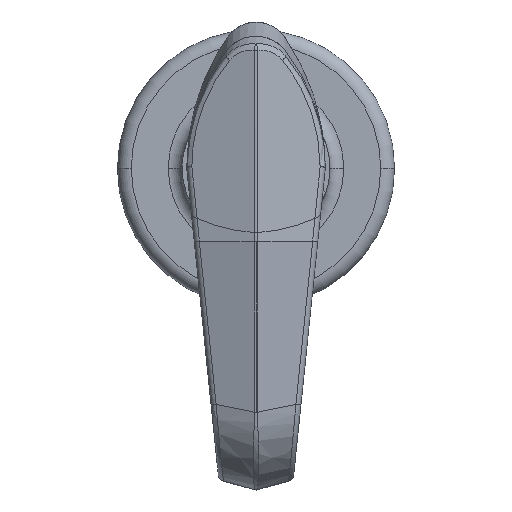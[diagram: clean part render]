
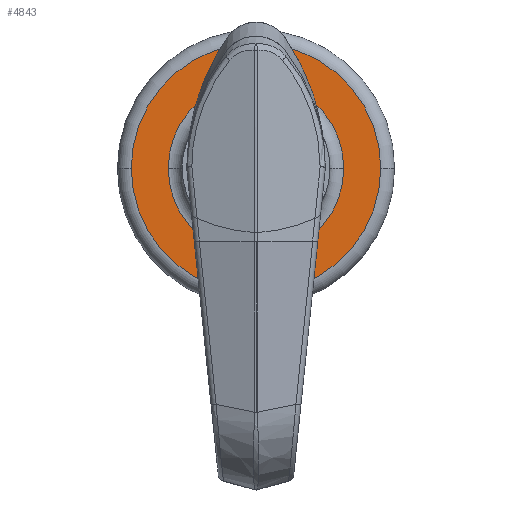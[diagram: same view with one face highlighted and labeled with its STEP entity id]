
A CAD part, top view. The second image highlights one B-rep face of the part: STEP entity #4843.
In plain terms, the highlighted planar face has unit normal (0, 0, 1).
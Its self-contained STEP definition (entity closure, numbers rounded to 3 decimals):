
#963 = VERTEX_POINT ( 'NONE', #4306 ) ;
#1266 = DIRECTION ( 'NONE',  ( -1., 0., 0. ) ) ;
#1413 = EDGE_CURVE ( 'NONE', #14993, #1927, #11543, .T. ) ;
#1927 = VERTEX_POINT ( 'NONE', #10292 ) ;
#1999 = DIRECTION ( 'NONE',  ( -1., 0., 0. ) ) ;
#2892 = EDGE_CURVE ( 'NONE', #963, #15142, #8550, .T. ) ;
#3088 = AXIS2_PLACEMENT_3D ( 'NONE', #7196, #11244, #9937 ) ;
#4306 = CARTESIAN_POINT ( 'NONE',  ( 27., 0., 0. ) ) ;
#4843 = ADVANCED_FACE ( 'NONE', ( #10881, #5542 ), #6025, .F. ) ;
#5021 = DIRECTION ( 'NONE',  ( 0., 0., 1. ) ) ;
#5295 = CIRCLE ( 'NONE', #12631, 19. ) ;
#5542 = FACE_OUTER_BOUND ( 'NONE', #12402, .T. ) ;
#6025 = PLANE ( 'NONE',  #3088 ) ;
#6477 = AXIS2_PLACEMENT_3D ( 'NONE', #17613, #9348, #1266 ) ;
#6502 = DIRECTION ( 'NONE',  ( -1., 0., 0. ) ) ;
#7196 = CARTESIAN_POINT ( 'NONE',  ( 0., 16., 0. ) ) ;
#8485 = CIRCLE ( 'NONE', #9639, 27. ) ;
#8550 = CIRCLE ( 'NONE', #6477, 27. ) ;
#9348 = DIRECTION ( 'NONE',  ( 0., 0., 1. ) ) ;
#9547 = ORIENTED_EDGE ( 'NONE', *, *, #11926, .T. ) ;
#9639 = AXIS2_PLACEMENT_3D ( 'NONE', #17351, #5021, #15845 ) ;
#9937 = DIRECTION ( 'NONE',  ( -1., 0., 0. ) ) ;
#10292 = CARTESIAN_POINT ( 'NONE',  ( 19., 0., 0. ) ) ;
#10881 = FACE_BOUND ( 'NONE', #14768, .T. ) ;
#11033 = DIRECTION ( 'NONE',  ( 0., 0., -1. ) ) ;
#11244 = DIRECTION ( 'NONE',  ( 0., 0., -1. ) ) ;
#11543 = CIRCLE ( 'NONE', #12377, 19. ) ;
#11926 = EDGE_CURVE ( 'NONE', #15142, #963, #8485, .T. ) ;
#12377 = AXIS2_PLACEMENT_3D ( 'NONE', #16493, #11033, #1999 ) ;
#12402 = EDGE_LOOP ( 'NONE', ( #9547, #15732 ) ) ;
#12630 = CARTESIAN_POINT ( 'NONE',  ( -27., 0., 0. ) ) ;
#12631 = AXIS2_PLACEMENT_3D ( 'NONE', #17419, #13142, #6502 ) ;
#13117 = EDGE_CURVE ( 'NONE', #1927, #14993, #5295, .T. ) ;
#13142 = DIRECTION ( 'NONE',  ( 0., 0., -1. ) ) ;
#13397 = ORIENTED_EDGE ( 'NONE', *, *, #13117, .T. ) ;
#13417 = CARTESIAN_POINT ( 'NONE',  ( -19., 0., 0. ) ) ;
#14053 = ORIENTED_EDGE ( 'NONE', *, *, #1413, .T. ) ;
#14768 = EDGE_LOOP ( 'NONE', ( #14053, #13397 ) ) ;
#14993 = VERTEX_POINT ( 'NONE', #13417 ) ;
#15142 = VERTEX_POINT ( 'NONE', #12630 ) ;
#15732 = ORIENTED_EDGE ( 'NONE', *, *, #2892, .T. ) ;
#15845 = DIRECTION ( 'NONE',  ( -1., 0., 0. ) ) ;
#16493 = CARTESIAN_POINT ( 'NONE',  ( 0., 0., 0. ) ) ;
#17351 = CARTESIAN_POINT ( 'NONE',  ( 0., 0., 0. ) ) ;
#17419 = CARTESIAN_POINT ( 'NONE',  ( 0., 0., 0. ) ) ;
#17613 = CARTESIAN_POINT ( 'NONE',  ( 0., 0., 0. ) ) ;
